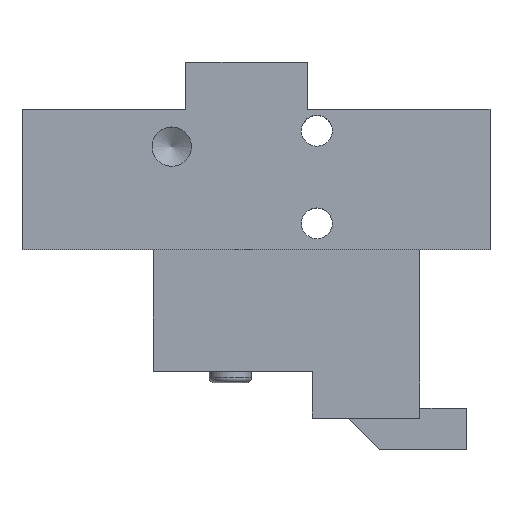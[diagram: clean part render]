
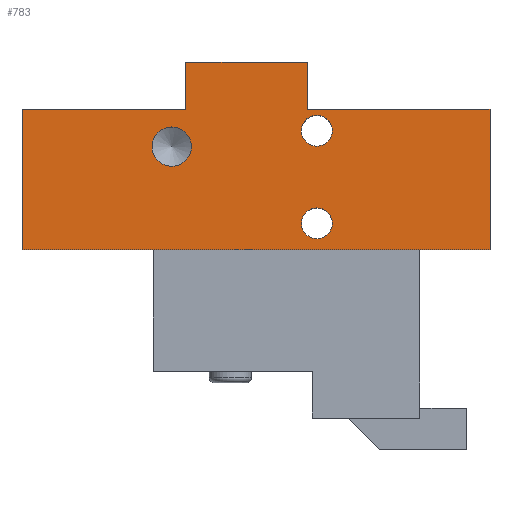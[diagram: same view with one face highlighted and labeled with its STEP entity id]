
A CAD part, top view. The second image highlights one B-rep face of the part: STEP entity #783.
In plain terms, the highlighted planar face has unit normal (0, 0, 1).
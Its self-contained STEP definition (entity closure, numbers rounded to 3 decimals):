
#79=LINE('',#1232,#163);
#81=LINE('',#1238,#165);
#84=LINE('',#1243,#168);
#87=LINE('',#1250,#171);
#90=LINE('',#1255,#174);
#95=LINE('',#1265,#179);
#97=LINE('',#1269,#181);
#99=LINE('',#1272,#183);
#163=VECTOR('',#1019,10.);
#165=VECTOR('',#1023,10.);
#168=VECTOR('',#1028,10.);
#171=VECTOR('',#1033,10.);
#174=VECTOR('',#1038,10.);
#179=VECTOR('',#1047,10.);
#181=VECTOR('',#1051,10.);
#183=VECTOR('',#1055,10.);
#219=PLANE('',#851);
#236=FACE_BOUND('',#352,.T.);
#237=FACE_BOUND('',#353,.T.);
#238=FACE_BOUND('',#354,.T.);
#290=FACE_OUTER_BOUND('',#351,.T.);
#351=EDGE_LOOP('',(#727,#728,#729,#730,#731,#732,#733,#734));
#352=EDGE_LOOP('',(#735));
#353=EDGE_LOOP('',(#736));
#354=EDGE_LOOP('',(#737));
#356=CIRCLE('',#795,2.1);
#358=CIRCLE('',#798,1.65);
#360=CIRCLE('',#801,1.65);
#371=VERTEX_POINT('',#1063);
#373=VERTEX_POINT('',#1068);
#375=VERTEX_POINT('',#1073);
#426=VERTEX_POINT('',#1226);
#428=VERTEX_POINT('',#1230);
#429=VERTEX_POINT('',#1234);
#431=VERTEX_POINT('',#1237);
#433=VERTEX_POINT('',#1246);
#435=VERTEX_POINT('',#1249);
#439=VERTEX_POINT('',#1264);
#440=VERTEX_POINT('',#1268);
#442=EDGE_CURVE('',#371,#371,#356,.T.);
#444=EDGE_CURVE('',#373,#373,#358,.T.);
#446=EDGE_CURVE('',#375,#375,#360,.T.);
#519=EDGE_CURVE('',#426,#428,#79,.T.);
#521=EDGE_CURVE('',#431,#429,#81,.T.);
#524=EDGE_CURVE('',#428,#431,#84,.T.);
#527=EDGE_CURVE('',#435,#433,#87,.T.);
#530=EDGE_CURVE('',#429,#435,#90,.T.);
#535=EDGE_CURVE('',#439,#426,#95,.T.);
#537=EDGE_CURVE('',#440,#439,#97,.T.);
#539=EDGE_CURVE('',#433,#440,#99,.T.);
#727=ORIENTED_EDGE('',*,*,#539,.T.);
#728=ORIENTED_EDGE('',*,*,#537,.T.);
#729=ORIENTED_EDGE('',*,*,#535,.T.);
#730=ORIENTED_EDGE('',*,*,#519,.T.);
#731=ORIENTED_EDGE('',*,*,#524,.T.);
#732=ORIENTED_EDGE('',*,*,#521,.T.);
#733=ORIENTED_EDGE('',*,*,#530,.T.);
#734=ORIENTED_EDGE('',*,*,#527,.T.);
#735=ORIENTED_EDGE('',*,*,#442,.T.);
#736=ORIENTED_EDGE('',*,*,#444,.T.);
#737=ORIENTED_EDGE('',*,*,#446,.T.);
#783=ADVANCED_FACE('',(#290,#236,#237,#238),#219,.T.);
#795=AXIS2_PLACEMENT_3D('',#1064,#860,#861);
#798=AXIS2_PLACEMENT_3D('',#1069,#866,#867);
#801=AXIS2_PLACEMENT_3D('',#1074,#872,#873);
#851=AXIS2_PLACEMENT_3D('',#1273,#1056,#1057);
#860=DIRECTION('center_axis',(0.,0.,-1.));
#861=DIRECTION('ref_axis',(1.,0.,0.));
#866=DIRECTION('center_axis',(0.,0.,-1.));
#867=DIRECTION('ref_axis',(1.,0.,0.));
#872=DIRECTION('center_axis',(0.,0.,-1.));
#873=DIRECTION('ref_axis',(1.,0.,0.));
#1019=DIRECTION('',(-1.,0.,0.));
#1023=DIRECTION('',(1.,0.,0.));
#1028=DIRECTION('',(0.,-1.,0.));
#1033=DIRECTION('',(-1.,0.,0.));
#1038=DIRECTION('',(0.,1.,0.));
#1047=DIRECTION('',(0.,-1.,0.));
#1051=DIRECTION('',(-1.,0.,0.));
#1055=DIRECTION('',(0.,1.,0.));
#1056=DIRECTION('center_axis',(0.,0.,1.));
#1057=DIRECTION('ref_axis',(1.,0.,0.));
#1063=CARTESIAN_POINT('',(-5.9,-9.,6.5));
#1064=CARTESIAN_POINT('Origin',(-8.,-9.,6.5));
#1068=CARTESIAN_POINT('',(9.15,-17.2,6.5));
#1069=CARTESIAN_POINT('Origin',(7.5,-17.2,6.5));
#1073=CARTESIAN_POINT('',(9.15,-7.3,6.5));
#1074=CARTESIAN_POINT('Origin',(7.5,-7.3,6.5));
#1226=CARTESIAN_POINT('',(-6.5,-5.,6.5));
#1230=CARTESIAN_POINT('',(-24.,-5.,6.5));
#1232=CARTESIAN_POINT('',(26.,-5.,6.5));
#1234=CARTESIAN_POINT('',(26.,-20.,6.5));
#1237=CARTESIAN_POINT('',(-24.,-20.,6.5));
#1238=CARTESIAN_POINT('',(-24.,-20.,6.5));
#1243=CARTESIAN_POINT('',(-24.,-5.,6.5));
#1246=CARTESIAN_POINT('',(6.5,-5.,6.5));
#1249=CARTESIAN_POINT('',(26.,-5.,6.5));
#1250=CARTESIAN_POINT('',(26.,-5.,6.5));
#1255=CARTESIAN_POINT('',(26.,-20.,6.5));
#1264=CARTESIAN_POINT('',(-6.5,0.,6.5));
#1265=CARTESIAN_POINT('',(-6.5,0.,6.5));
#1268=CARTESIAN_POINT('',(6.5,0.,6.5));
#1269=CARTESIAN_POINT('',(6.5,0.,6.5));
#1272=CARTESIAN_POINT('',(6.5,-5.,6.5));
#1273=CARTESIAN_POINT('Origin',(0.,-2.5,6.5));
